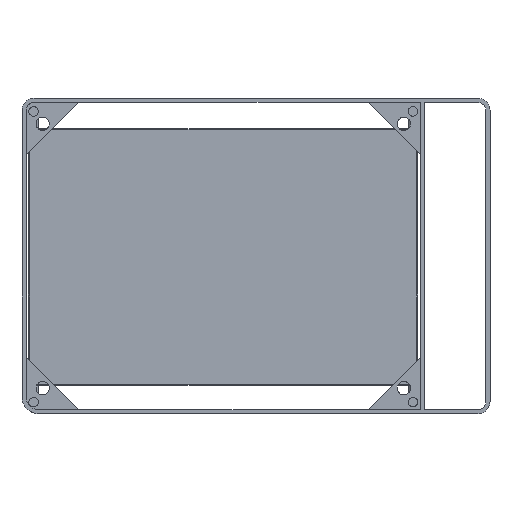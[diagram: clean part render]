
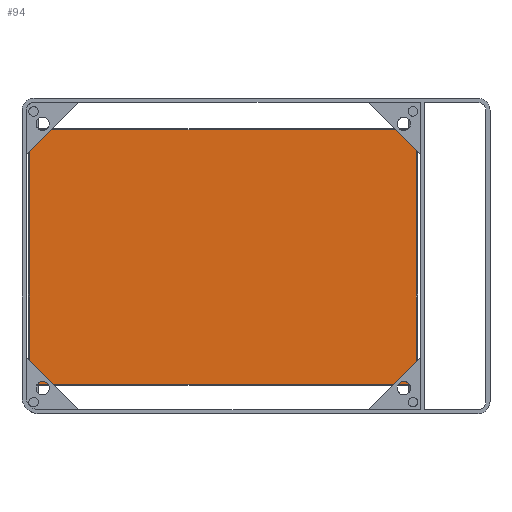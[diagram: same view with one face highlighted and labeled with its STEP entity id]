
A CAD part, top view. The second image highlights one B-rep face of the part: STEP entity #94.
In plain terms, the highlighted planar face has unit normal (0, 0, 1).
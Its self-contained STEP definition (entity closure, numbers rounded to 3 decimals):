
#94=ADVANCED_FACE('',(#184),#1504,.T.);
#184=FACE_OUTER_BOUND('',#286,.T.);
#286=EDGE_LOOP('',(#584,#585,#586,#587));
#584=ORIENTED_EDGE('',*,*,#918,.T.);
#585=ORIENTED_EDGE('',*,*,#919,.T.);
#586=ORIENTED_EDGE('',*,*,#920,.T.);
#587=ORIENTED_EDGE('',*,*,#921,.T.);
#918=EDGE_CURVE('',#1360,#1361,#1220,.T.);
#919=EDGE_CURVE('',#1361,#1362,#1221,.T.);
#920=EDGE_CURVE('',#1362,#1363,#1222,.T.);
#921=EDGE_CURVE('',#1363,#1360,#1223,.T.);
#1220=B_SPLINE_CURVE_WITH_KNOTS('',1,(#2443,#2444),.UNSPECIFIED.,.F.,.F.,
(2,2),(-307.,0.),.UNSPECIFIED.);
#1221=B_SPLINE_CURVE_WITH_KNOTS('',1,(#2445,#2446),.UNSPECIFIED.,.F.,.F.,
(2,2),(0.,467.),.UNSPECIFIED.);
#1222=B_SPLINE_CURVE_WITH_KNOTS('',1,(#2447,#2448),.UNSPECIFIED.,.F.,.F.,
(2,2),(0.,307.),.UNSPECIFIED.);
#1223=B_SPLINE_CURVE_WITH_KNOTS('',1,(#2449,#2450),.UNSPECIFIED.,.F.,.F.,
(2,2),(0.,467.),.UNSPECIFIED.);
#1360=VERTEX_POINT('',#2411);
#1361=VERTEX_POINT('',#2412);
#1362=VERTEX_POINT('',#2413);
#1363=VERTEX_POINT('',#2414);
#1504=PLANE('',#1568);
#1568=AXIS2_PLACEMENT_3D('',#2393,#1616,$);
#1616=DIRECTION('',(0.,0.,1.));
#2393=CARTESIAN_POINT('',(-321.59,-184.62,-15.859));
#2411=CARTESIAN_POINT('',(-274.83,153.14,-15.859));
#2412=CARTESIAN_POINT('',(-274.83,-153.86,-15.859));
#2413=CARTESIAN_POINT('',(192.17,-153.86,-15.859));
#2414=CARTESIAN_POINT('',(192.17,153.14,-15.859));
#2443=CARTESIAN_POINT('',(-274.83,153.14,-15.859));
#2444=CARTESIAN_POINT('',(-274.83,-153.86,-15.859));
#2445=CARTESIAN_POINT('',(-274.83,-153.86,-15.859));
#2446=CARTESIAN_POINT('',(192.17,-153.86,-15.859));
#2447=CARTESIAN_POINT('',(192.17,-153.86,-15.859));
#2448=CARTESIAN_POINT('',(192.17,153.14,-15.859));
#2449=CARTESIAN_POINT('',(192.17,153.14,-15.859));
#2450=CARTESIAN_POINT('',(-274.83,153.14,-15.859));
